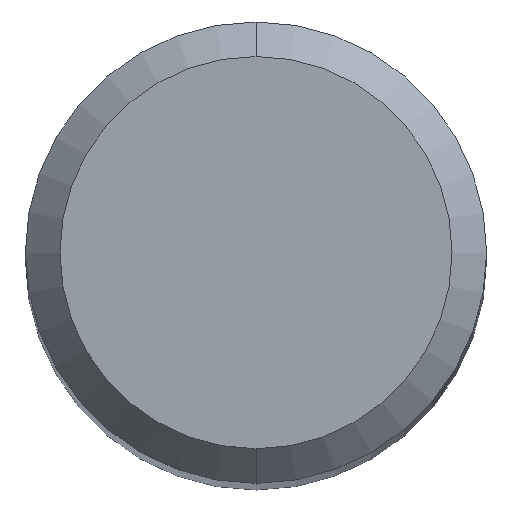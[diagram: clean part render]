
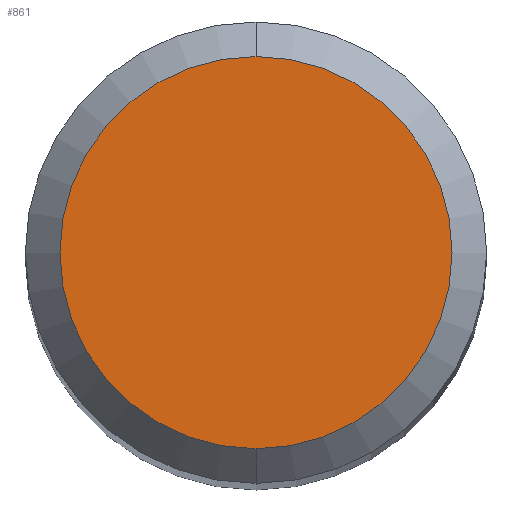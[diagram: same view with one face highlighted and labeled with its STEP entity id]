
A CAD part, top view. The second image highlights one B-rep face of the part: STEP entity #861.
In plain terms, the highlighted planar face has unit normal (0, 0, 1).
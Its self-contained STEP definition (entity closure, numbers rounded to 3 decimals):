
#549=VERTEX_POINT('',#1243);
#625=EDGE_CURVE('',#549,#795,#1321,.T.);
#789=EDGE_CURVE('',#795,#549,#1498,.T.);
#795=VERTEX_POINT('',#1505);
#861=ADVANCED_FACE('',(#1574),#1575,.T.);
#1243=CARTESIAN_POINT('',(0.,-1.7,0.0));
#1321=CIRCLE('',#2533,1.7);
#1498=CIRCLE('',#3069,1.7);
#1505=CARTESIAN_POINT('',(0.0,1.7,0.0));
#1574=FACE_OUTER_BOUND('',#3291,.T.);
#1575=PLANE('',#3292);
#2533=AXIS2_PLACEMENT_3D('',#4203,#4204,#4205);
#3069=AXIS2_PLACEMENT_3D('',#4353,#4354,#4355);
#3291=EDGE_LOOP('',(#4434,#4435));
#3292=AXIS2_PLACEMENT_3D('',#4436,#4437,#4438);
#4203=CARTESIAN_POINT('',(0.0,0.0,0.0));
#4204=DIRECTION('',(0.0,0.0,-1.0));
#4205=DIRECTION('',(0.0,1.0,0.0));
#4353=CARTESIAN_POINT('',(0.0,0.0,0.0));
#4354=DIRECTION('',(0.0,0.0,-1.0));
#4355=DIRECTION('',(0.0,1.0,0.0));
#4434=ORIENTED_EDGE('',*,*,#789,.F.);
#4435=ORIENTED_EDGE('',*,*,#625,.F.);
#4436=CARTESIAN_POINT('',(0.0,0.85,0.0));
#4437=DIRECTION('',(-0.0,0.0,1.0));
#4438=DIRECTION('',(0.0,-1.0,0.0));
